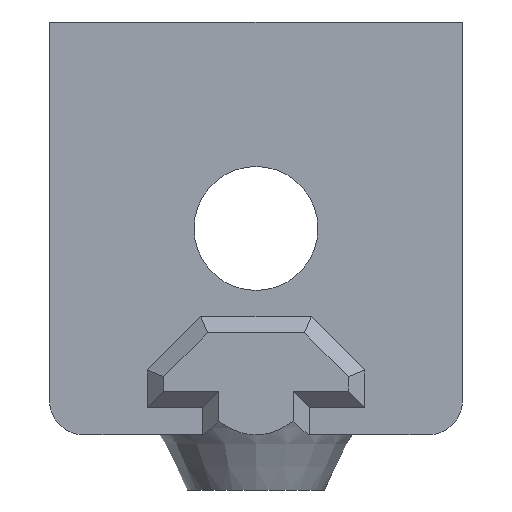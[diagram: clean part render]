
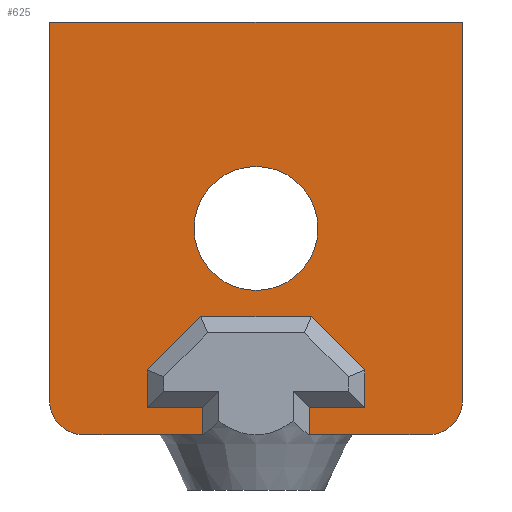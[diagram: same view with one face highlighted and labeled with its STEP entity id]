
A CAD part, left-side view. The second image highlights one B-rep face of the part: STEP entity #625.
In plain terms, the highlighted planar face has unit normal (-1, 0, 0).
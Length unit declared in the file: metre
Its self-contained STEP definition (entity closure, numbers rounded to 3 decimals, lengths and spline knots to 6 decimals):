
#32=LINE('',#938,#97);
#36=LINE('',#946,#101);
#40=LINE('',#954,#105);
#44=LINE('',#963,#109);
#47=LINE('',#969,#112);
#49=LINE('',#972,#114);
#52=LINE('',#978,#117);
#55=LINE('',#984,#120);
#57=LINE('',#987,#122);
#61=LINE('',#996,#126);
#62=LINE('',#997,#127);
#63=LINE('',#1001,#128);
#64=LINE('',#1007,#129);
#65=LINE('',#1009,#130);
#97=VECTOR('',#743,1.);
#101=VECTOR('',#749,1.);
#105=VECTOR('',#755,1.);
#109=VECTOR('',#761,1.);
#112=VECTOR('',#766,1.);
#114=VECTOR('',#770,1.);
#117=VECTOR('',#775,1.);
#120=VECTOR('',#780,1.);
#122=VECTOR('',#784,1.);
#126=VECTOR('',#790,1.);
#127=VECTOR('',#791,1.);
#128=VECTOR('',#796,1.);
#129=VECTOR('',#801,1.);
#130=VECTOR('',#802,1.);
#171=PLANE('',#680);
#247=ORIENTED_EDGE('',*,*,#405,.F.);
#248=ORIENTED_EDGE('',*,*,#406,.T.);
#249=ORIENTED_EDGE('',*,*,#407,.T.);
#250=ORIENTED_EDGE('',*,*,#404,.T.);
#251=ORIENTED_EDGE('',*,*,#374,.F.);
#252=ORIENTED_EDGE('',*,*,#382,.F.);
#253=ORIENTED_EDGE('',*,*,#399,.T.);
#254=ORIENTED_EDGE('',*,*,#397,.T.);
#255=ORIENTED_EDGE('',*,*,#394,.T.);
#256=ORIENTED_EDGE('',*,*,#389,.F.);
#257=ORIENTED_EDGE('',*,*,#386,.F.);
#258=ORIENTED_EDGE('',*,*,#391,.F.);
#259=ORIENTED_EDGE('',*,*,#378,.T.);
#260=ORIENTED_EDGE('',*,*,#403,.T.);
#261=ORIENTED_EDGE('',*,*,#408,.T.);
#262=ORIENTED_EDGE('',*,*,#409,.F.);
#263=ORIENTED_EDGE('',*,*,#410,.F.);
#374=EDGE_CURVE('',#458,#459,#32,.T.);
#378=EDGE_CURVE('',#462,#461,#36,.T.);
#382=EDGE_CURVE('',#464,#458,#40,.T.);
#386=EDGE_CURVE('',#468,#466,#44,.T.);
#389=EDGE_CURVE('',#466,#470,#47,.T.);
#391=EDGE_CURVE('',#462,#468,#49,.T.);
#394=EDGE_CURVE('',#472,#470,#52,.T.);
#397=EDGE_CURVE('',#474,#472,#55,.T.);
#399=EDGE_CURVE('',#464,#474,#57,.T.);
#403=EDGE_CURVE('',#461,#478,#61,.T.);
#404=EDGE_CURVE('',#475,#459,#62,.T.);
#405=EDGE_CURVE('',#479,#479,#508,.F.);
#406=EDGE_CURVE('',#480,#481,#63,.T.);
#407=EDGE_CURVE('',#481,#475,#509,.F.);
#408=EDGE_CURVE('',#478,#482,#510,.F.);
#409=EDGE_CURVE('',#483,#482,#64,.T.);
#410=EDGE_CURVE('',#480,#483,#65,.T.);
#458=VERTEX_POINT('',#937);
#459=VERTEX_POINT('',#939);
#461=VERTEX_POINT('',#945);
#462=VERTEX_POINT('',#947);
#464=VERTEX_POINT('',#953);
#466=VERTEX_POINT('',#958);
#468=VERTEX_POINT('',#962);
#470=VERTEX_POINT('',#967);
#472=VERTEX_POINT('',#976);
#474=VERTEX_POINT('',#982);
#475=VERTEX_POINT('',#990);
#478=VERTEX_POINT('',#995);
#479=VERTEX_POINT('',#1000);
#480=VERTEX_POINT('',#1002);
#481=VERTEX_POINT('',#1003);
#482=VERTEX_POINT('',#1006);
#483=VERTEX_POINT('',#1008);
#508=CIRCLE('',#681,0.0045);
#509=CIRCLE('',#682,0.0025);
#510=CIRCLE('',#683,0.0025);
#538=EDGE_LOOP('',(#247));
#539=EDGE_LOOP('',(#248,#249,#250,#251,#252,#253,#254,#255,#256,#257,#258,
#259,#260,#261,#262,#263));
#581=FACE_BOUND('',#538,.T.);
#582=FACE_BOUND('',#539,.T.);
#625=ADVANCED_FACE('',(#581,#582),#171,.F.);
#680=AXIS2_PLACEMENT_3D('',#998,#792,#793);
#681=AXIS2_PLACEMENT_3D('',#999,#794,#795);
#682=AXIS2_PLACEMENT_3D('',#1004,#797,#798);
#683=AXIS2_PLACEMENT_3D('',#1005,#799,#800);
#743=DIRECTION('',(0.,0.,-1.));
#749=DIRECTION('',(0.,0.,-1.));
#755=DIRECTION('',(0.,-1.,0.));
#761=DIRECTION('',(0.,0.,1.));
#766=DIRECTION('',(0.,0.707,0.707));
#770=DIRECTION('',(0.,-1.,0.));
#775=DIRECTION('',(0.,-1.,0.));
#780=DIRECTION('',(0.,-0.707,0.707));
#784=DIRECTION('',(0.,0.,1.));
#790=DIRECTION('',(0.,-1.,0.));
#791=DIRECTION('',(0.,-1.,0.));
#792=DIRECTION('',(1.,0.,0.));
#793=DIRECTION('',(0.,0.,-1.));
#794=DIRECTION('',(1.,0.,0.));
#795=DIRECTION('',(0.,0.,-1.));
#796=DIRECTION('',(0.,0.,-1.));
#797=DIRECTION('',(1.,0.,0.));
#798=DIRECTION('',(0.,0.,-1.));
#799=DIRECTION('',(1.,0.,0.));
#800=DIRECTION('',(0.,0.,-1.));
#801=DIRECTION('',(0.,0.,-1.));
#802=DIRECTION('',(0.,-1.,0.));
#937=CARTESIAN_POINT('',(0.009,0.0039,0.002));
#938=CARTESIAN_POINT('',(0.009,0.0039,0.002));
#939=CARTESIAN_POINT('',(0.009,0.0039,0.));
#945=CARTESIAN_POINT('',(0.009,-0.0039,0.));
#946=CARTESIAN_POINT('',(0.009,-0.0039,0.002));
#947=CARTESIAN_POINT('',(0.009,-0.0039,0.002));
#953=CARTESIAN_POINT('',(0.009,0.0079,0.002));
#954=CARTESIAN_POINT('',(0.009,0.,0.002));
#958=CARTESIAN_POINT('',(0.009,-0.0079,0.00472));
#962=CARTESIAN_POINT('',(0.009,-0.0079,0.002));
#963=CARTESIAN_POINT('',(0.009,-0.0079,0.00336));
#967=CARTESIAN_POINT('',(0.009,-0.00402,0.0086));
#969=CARTESIAN_POINT('',(0.009,-0.00596,0.00666));
#972=CARTESIAN_POINT('',(0.009,0.,0.002));
#976=CARTESIAN_POINT('',(0.009,0.00402,0.0086));
#978=CARTESIAN_POINT('',(0.009,0.00201,0.0086));
#982=CARTESIAN_POINT('',(0.009,0.0079,0.00472));
#984=CARTESIAN_POINT('',(0.009,0.00596,0.00666));
#987=CARTESIAN_POINT('',(0.009,0.0079,0.00336));
#990=CARTESIAN_POINT('',(0.009,0.0125,0.));
#995=CARTESIAN_POINT('',(0.009,-0.0125,0.));
#996=CARTESIAN_POINT('',(0.009,0.,0.));
#997=CARTESIAN_POINT('',(0.009,0.,0.));
#998=CARTESIAN_POINT('',(0.009,0.,0.03));
#999=CARTESIAN_POINT('',(0.009,0.,0.015));
#1000=CARTESIAN_POINT('',(0.009,0.,0.0105));
#1001=CARTESIAN_POINT('',(0.009,0.015,0.03));
#1002=CARTESIAN_POINT('',(0.009,0.015,0.03));
#1003=CARTESIAN_POINT('',(0.009,0.015,0.0025));
#1004=CARTESIAN_POINT('',(0.009,0.0125,0.0025));
#1005=CARTESIAN_POINT('',(0.009,-0.0125,0.0025));
#1006=CARTESIAN_POINT('',(0.009,-0.015,0.0025));
#1007=CARTESIAN_POINT('',(0.009,-0.015,0.03));
#1008=CARTESIAN_POINT('',(0.009,-0.015,0.03));
#1009=CARTESIAN_POINT('',(0.009,0.,0.03));
